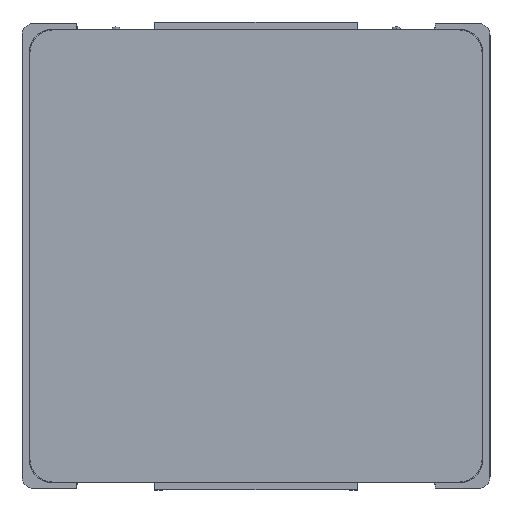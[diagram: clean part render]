
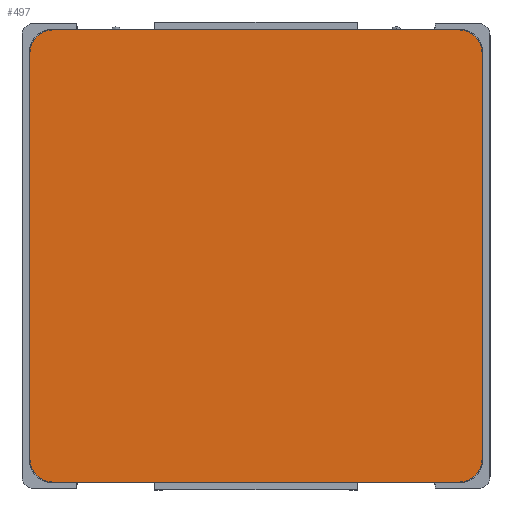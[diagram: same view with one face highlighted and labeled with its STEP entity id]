
A CAD part, front view. The second image highlights one B-rep face of the part: STEP entity #497.
In plain terms, the highlighted planar face has unit normal (0, -1, 0).
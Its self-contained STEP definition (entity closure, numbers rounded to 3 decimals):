
#295 = EDGE_CURVE ( 'NONE', #853, #5600, #3286, .T. ) ;
#296 = EDGE_CURVE ( 'NONE', #853, #920, #2454, .T. ) ;
#297 = EDGE_CURVE ( 'NONE', #911, #920, #3298, .T. ) ;
#298 = EDGE_CURVE ( 'NONE', #911, #919, #2467, .T. ) ;
#299 = EDGE_CURVE ( 'NONE', #918, #919, #3302, .T. ) ;
#300 = EDGE_CURVE ( 'NONE', #918, #921, #2469, .T. ) ;
#301 = EDGE_CURVE ( 'NONE', #922, #921, #3308, .T. ) ;
#302 = EDGE_CURVE ( 'NONE', #922, #5600, #2472, .T. ) ;
#497 = ADVANCED_FACE ( 'NONE', ( #5903 ), #5888, .F. ) ;
#853 = VERTEX_POINT ( 'NONE', #6976 ) ;
#911 = VERTEX_POINT ( 'NONE', #7034 ) ;
#918 = VERTEX_POINT ( 'NONE', #7041 ) ;
#919 = VERTEX_POINT ( 'NONE', #7042 ) ;
#920 = VERTEX_POINT ( 'NONE', #7043 ) ;
#921 = VERTEX_POINT ( 'NONE', #7044 ) ;
#922 = VERTEX_POINT ( 'NONE', #7045 ) ;
#2454 = CIRCLE ( 'NONE', #2468, 0.3 ) ;
#2464 = VECTOR ( 'NONE', #3296, 1000. ) ;
#2466 = VECTOR ( 'NONE', #3303, 1000. ) ;
#2467 = CIRCLE ( 'NONE', #2471, 0.3 ) ;
#2468 = AXIS2_PLACEMENT_3D ( 'NONE', #3299, #3300, #3301 ) ;
#2469 = CIRCLE ( 'NONE', #2474, 0.3 ) ;
#2470 = VECTOR ( 'NONE', #3309, 1000. ) ;
#2471 = AXIS2_PLACEMENT_3D ( 'NONE', #3305, #3306, #3307 ) ;
#2472 = CIRCLE ( 'NONE', #2477, 0.3 ) ;
#2473 = VECTOR ( 'NONE', #3315, 1000. ) ;
#2474 = AXIS2_PLACEMENT_3D ( 'NONE', #3311, #3312, #3313 ) ;
#2477 = AXIS2_PLACEMENT_3D ( 'NONE', #3316, #3317, #3318 ) ;
#2833 = AXIS2_PLACEMENT_3D ( 'NONE', #5913, #5914, #5915 ) ;
#3041 = EDGE_LOOP ( 'NONE', ( #5208, #5220, #5240, #5197, #5202, #5233, #5209, #5205 ) ) ;
#3286 = LINE ( 'NONE', #3287, #2464 ) ;
#3287 = CARTESIAN_POINT ( 'NONE',  ( 0., 0., 0. ) ) ;
#3295 = CARTESIAN_POINT ( 'NONE',  ( 0., 0., 0. ) ) ;
#3296 = DIRECTION ( 'NONE',  ( 0., 0., -1. ) ) ;
#3297 = CARTESIAN_POINT ( 'NONE',  ( -5.8, 0., 0. ) ) ;
#3298 = LINE ( 'NONE', #3295, #2466 ) ;
#3299 = CARTESIAN_POINT ( 'NONE',  ( -0.3, 0., -0.3 ) ) ;
#3300 = DIRECTION ( 'NONE',  ( 0., -1., 0. ) ) ;
#3301 = DIRECTION ( 'NONE',  ( 0., 0., 1. ) ) ;
#3302 = LINE ( 'NONE', #3297, #2470 ) ;
#3303 = DIRECTION ( 'NONE',  ( 1., 0., 0. ) ) ;
#3304 = CARTESIAN_POINT ( 'NONE',  ( 0., 0., -5.8 ) ) ;
#3305 = CARTESIAN_POINT ( 'NONE',  ( -5.5, 0., -0.3 ) ) ;
#3306 = DIRECTION ( 'NONE',  ( 0., -1., 0. ) ) ;
#3307 = DIRECTION ( 'NONE',  ( 0., 0., 1. ) ) ;
#3308 = LINE ( 'NONE', #3304, #2473 ) ;
#3309 = DIRECTION ( 'NONE',  ( 0., 0., 1. ) ) ;
#3311 = CARTESIAN_POINT ( 'NONE',  ( -5.5, 0., -5.5 ) ) ;
#3312 = DIRECTION ( 'NONE',  ( 0., -1., 0. ) ) ;
#3313 = DIRECTION ( 'NONE',  ( 0., 0., 1. ) ) ;
#3315 = DIRECTION ( 'NONE',  ( -1., 0., 0. ) ) ;
#3316 = CARTESIAN_POINT ( 'NONE',  ( -0.3, 0., -5.5 ) ) ;
#3317 = DIRECTION ( 'NONE',  ( 0., -1., 0. ) ) ;
#3318 = DIRECTION ( 'NONE',  ( 0., 0., 1. ) ) ;
#5197 = ORIENTED_EDGE ( 'NONE', *, *, #298, .T. ) ;
#5202 = ORIENTED_EDGE ( 'NONE', *, *, #299, .F. ) ;
#5205 = ORIENTED_EDGE ( 'NONE', *, *, #302, .T. ) ;
#5208 = ORIENTED_EDGE ( 'NONE', *, *, #295, .F. ) ;
#5209 = ORIENTED_EDGE ( 'NONE', *, *, #301, .F. ) ;
#5220 = ORIENTED_EDGE ( 'NONE', *, *, #296, .T. ) ;
#5233 = ORIENTED_EDGE ( 'NONE', *, *, #300, .T. ) ;
#5240 = ORIENTED_EDGE ( 'NONE', *, *, #297, .F. ) ;
#5600 = VERTEX_POINT ( 'NONE', #7258 ) ;
#5888 = PLANE ( 'NONE',  #2833 ) ;
#5903 = FACE_OUTER_BOUND ( 'NONE', #3041, .T. ) ;
#5913 = CARTESIAN_POINT ( 'NONE',  ( 0., 0., -5.8 ) ) ;
#5914 = DIRECTION ( 'NONE',  ( 0., 1., 0. ) ) ;
#5915 = DIRECTION ( 'NONE',  ( 0., 0., 1. ) ) ;
#6976 = CARTESIAN_POINT ( 'NONE',  ( 0., 0., -0.3 ) ) ;
#7034 = CARTESIAN_POINT ( 'NONE',  ( -5.5, 0., 0. ) ) ;
#7041 = CARTESIAN_POINT ( 'NONE',  ( -5.8, 0., -5.5 ) ) ;
#7042 = CARTESIAN_POINT ( 'NONE',  ( -5.8, 0., -0.3 ) ) ;
#7043 = CARTESIAN_POINT ( 'NONE',  ( -0.3, 0., 0. ) ) ;
#7044 = CARTESIAN_POINT ( 'NONE',  ( -5.5, 0., -5.8 ) ) ;
#7045 = CARTESIAN_POINT ( 'NONE',  ( -0.3, 0., -5.8 ) ) ;
#7258 = CARTESIAN_POINT ( 'NONE',  ( 0., 0., -5.5 ) ) ;
